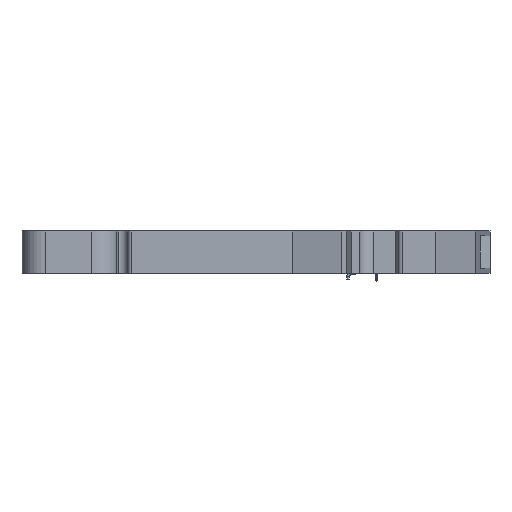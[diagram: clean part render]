
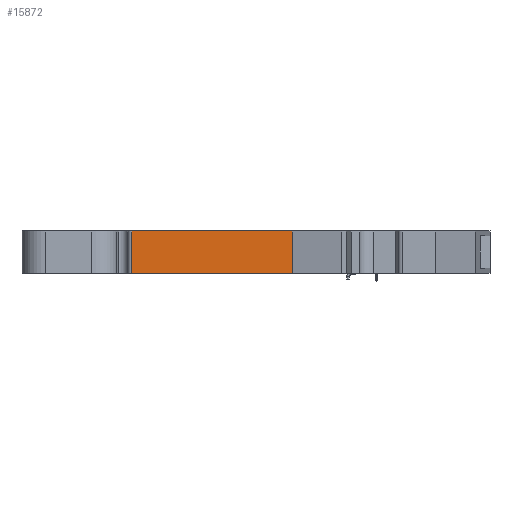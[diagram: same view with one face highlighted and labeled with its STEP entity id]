
A CAD part, front view. The second image highlights one B-rep face of the part: STEP entity #15872.
In plain terms, the highlighted planar face has unit normal (0, -1, 0).
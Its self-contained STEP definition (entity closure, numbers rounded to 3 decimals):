
#16 = CARTESIAN_POINT ( 'NONE',  ( 4., 0., -12.304 ) ) ;
#760 = VECTOR ( 'NONE', #3026, 1000. ) ;
#1444 = DIRECTION ( 'NONE',  ( 1., 0., 0. ) ) ;
#1467 = CARTESIAN_POINT ( 'NONE',  ( 0., 0., 2.5 ) ) ;
#1817 = EDGE_CURVE ( 'NONE', #11510, #13035, #2118, .T. ) ;
#1900 = VECTOR ( 'NONE', #18550, 1000. ) ;
#1925 = EDGE_CURVE ( 'NONE', #6235, #14819, #17694, .T. ) ;
#2118 = LINE ( 'NONE', #1467, #10376 ) ;
#2391 = EDGE_CURVE ( 'NONE', #6235, #11510, #15183, .T. ) ;
#3021 = PLANE ( 'NONE',  #8009 ) ;
#3026 = DIRECTION ( 'NONE',  ( 0., 0., -1. ) ) ;
#3324 = VECTOR ( 'NONE', #18358, 1000. ) ;
#3941 = ORIENTED_EDGE ( 'NONE', *, *, #18017, .F. ) ;
#4792 = CARTESIAN_POINT ( 'NONE',  ( 0., 0., 2.5 ) ) ;
#5358 = CARTESIAN_POINT ( 'NONE',  ( -15.1, 0., 2.5 ) ) ;
#6235 = VERTEX_POINT ( 'NONE', #15728 ) ;
#6331 = DIRECTION ( 'NONE',  ( -1., 0., 0. ) ) ;
#6579 = CARTESIAN_POINT ( 'NONE',  ( 4., 0., 2.5 ) ) ;
#8009 = AXIS2_PLACEMENT_3D ( 'NONE', #4792, #15632, #6331 ) ;
#10376 = VECTOR ( 'NONE', #1444, 1000. ) ;
#11463 = ORIENTED_EDGE ( 'NONE', *, *, #1925, .T. ) ;
#11510 = VERTEX_POINT ( 'NONE', #5358 ) ;
#12606 = CARTESIAN_POINT ( 'NONE',  ( 4., 0., -2.5 ) ) ;
#13035 = VERTEX_POINT ( 'NONE', #6579 ) ;
#13156 = LINE ( 'NONE', #16, #760 ) ;
#14502 = EDGE_LOOP ( 'NONE', ( #11463, #3941, #16016, #17423 ) ) ;
#14819 = VERTEX_POINT ( 'NONE', #12606 ) ;
#15183 = LINE ( 'NONE', #17911, #3324 ) ;
#15632 = DIRECTION ( 'NONE',  ( 0., 1., 0. ) ) ;
#15728 = CARTESIAN_POINT ( 'NONE',  ( -15.1, 0., -2.5 ) ) ;
#15872 = ADVANCED_FACE ( 'NONE', ( #18409 ), #3021, .F. ) ;
#16016 = ORIENTED_EDGE ( 'NONE', *, *, #1817, .F. ) ;
#17423 = ORIENTED_EDGE ( 'NONE', *, *, #2391, .F. ) ;
#17694 = LINE ( 'NONE', #18481, #1900 ) ;
#17911 = CARTESIAN_POINT ( 'NONE',  ( -15.1, 0., 2.5 ) ) ;
#18017 = EDGE_CURVE ( 'NONE', #13035, #14819, #13156, .T. ) ;
#18358 = DIRECTION ( 'NONE',  ( 0., 0., 1. ) ) ;
#18409 = FACE_OUTER_BOUND ( 'NONE', #14502, .T. ) ;
#18481 = CARTESIAN_POINT ( 'NONE',  ( 0., 0., -2.5 ) ) ;
#18550 = DIRECTION ( 'NONE',  ( 1., 0., 0. ) ) ;
